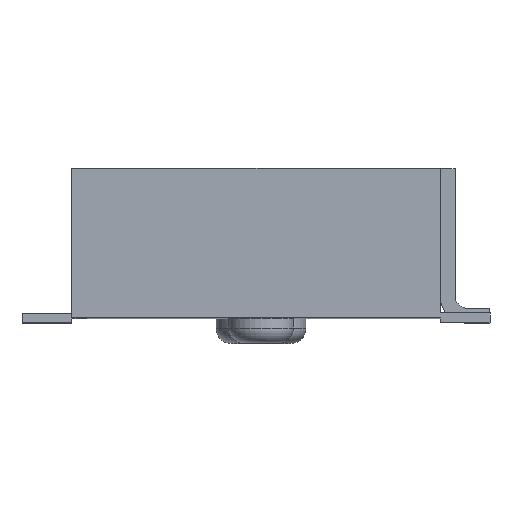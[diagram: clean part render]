
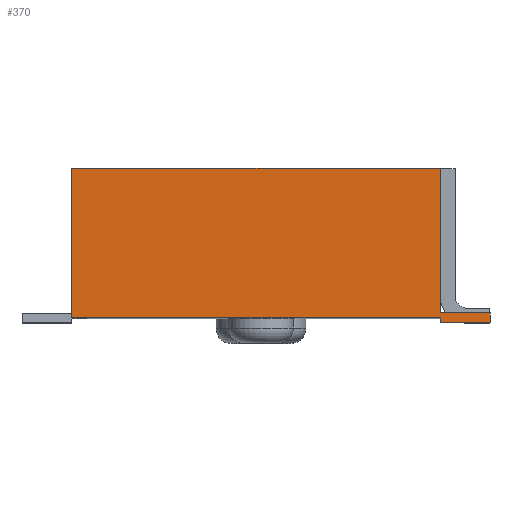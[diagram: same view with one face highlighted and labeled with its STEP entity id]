
A CAD part, top view. The second image highlights one B-rep face of the part: STEP entity #370.
In plain terms, the highlighted planar face has unit normal (0, 0, 1).
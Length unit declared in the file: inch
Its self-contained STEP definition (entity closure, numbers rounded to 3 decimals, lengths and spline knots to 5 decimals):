
#17 = EDGE_CURVE ( 'NONE', #2593, #2027, #2278, .T. ) ;
#178 = VERTEX_POINT ( 'NONE', #583 ) ;
#187 = DIRECTION ( 'NONE',  ( -1., 0., 0. ) ) ;
#196 = ORIENTED_EDGE ( 'NONE', *, *, #1304, .T. ) ;
#331 = ORIENTED_EDGE ( 'NONE', *, *, #807, .F. ) ;
#370 = ADVANCED_FACE ( 'NONE', ( #656 ), #2203, .F. ) ;
#411 = DIRECTION ( 'NONE',  ( 0., -1., 0. ) ) ;
#418 = LINE ( 'NONE', #638, #2376 ) ;
#427 = ORIENTED_EDGE ( 'NONE', *, *, #17, .T. ) ;
#475 = ORIENTED_EDGE ( 'NONE', *, *, #1503, .T. ) ;
#520 = ORIENTED_EDGE ( 'NONE', *, *, #1938, .T. ) ;
#583 = CARTESIAN_POINT ( 'NONE',  ( 0.14173, -0.04921, 0.40945 ) ) ;
#638 = CARTESIAN_POINT ( 'NONE',  ( 0.1811, -0.04921, 0.40945 ) ) ;
#656 = FACE_OUTER_BOUND ( 'NONE', #2182, .T. ) ;
#719 = CARTESIAN_POINT ( 'NONE',  ( -0.14961, -0.05315, 0.40945 ) ) ;
#790 = VERTEX_POINT ( 'NONE', #1337 ) ;
#807 = EDGE_CURVE ( 'NONE', #2097, #1965, #418, .T. ) ;
#824 = CARTESIAN_POINT ( 'NONE',  ( -0.14961, 0.06496, 0.40945 ) ) ;
#884 = CARTESIAN_POINT ( 'NONE',  ( 0.14173, 0.06496, 0.40945 ) ) ;
#995 = VECTOR ( 'NONE', #1860, 39.37008 ) ;
#1063 = CARTESIAN_POINT ( 'NONE',  ( 0.14173, -0.04921, 0.40945 ) ) ;
#1094 = DIRECTION ( 'NONE',  ( -1., 0., 0. ) ) ;
#1231 = VECTOR ( 'NONE', #1949, 39.37008 ) ;
#1304 = EDGE_CURVE ( 'NONE', #1996, #2593, #2819, .T. ) ;
#1337 = CARTESIAN_POINT ( 'NONE',  ( 0.14173, 0.06496, 0.40945 ) ) ;
#1401 = EDGE_CURVE ( 'NONE', #178, #790, #1483, .T. ) ;
#1426 = VECTOR ( 'NONE', #1094, 39.37008 ) ;
#1447 = CARTESIAN_POINT ( 'NONE',  ( 0.14173, -0.04921, 0.40945 ) ) ;
#1483 = LINE ( 'NONE', #2217, #1231 ) ;
#1494 = DIRECTION ( 'NONE',  ( 0., -1., 0. ) ) ;
#1503 = EDGE_CURVE ( 'NONE', #790, #1996, #1526, .T. ) ;
#1526 = LINE ( 'NONE', #2013, #2526 ) ;
#1540 = DIRECTION ( 'NONE',  ( 0., 0., -1. ) ) ;
#1585 = CARTESIAN_POINT ( 'NONE',  ( 0.14173, -0.05709, 0.40945 ) ) ;
#1663 = EDGE_CURVE ( 'NONE', #1965, #2537, #1791, .T. ) ;
#1675 = ORIENTED_EDGE ( 'NONE', *, *, #1401, .T. ) ;
#1693 = VECTOR ( 'NONE', #2320, 39.37008 ) ;
#1773 = DIRECTION ( 'NONE',  ( -1., 0., 0. ) ) ;
#1791 = LINE ( 'NONE', #1585, #1426 ) ;
#1796 = CARTESIAN_POINT ( 'NONE',  ( 0.14173, -0.05709, 0.40945 ) ) ;
#1797 = VECTOR ( 'NONE', #411, 39.37008 ) ;
#1860 = DIRECTION ( 'NONE',  ( 1., 0., 0. ) ) ;
#1918 = VECTOR ( 'NONE', #1494, 39.37008 ) ;
#1938 = EDGE_CURVE ( 'NONE', #2097, #178, #2817, .T. ) ;
#1949 = DIRECTION ( 'NONE',  ( 0., 1., 0. ) ) ;
#1965 = VERTEX_POINT ( 'NONE', #2155 ) ;
#1974 = ORIENTED_EDGE ( 'NONE', *, *, #1663, .F. ) ;
#1996 = VERTEX_POINT ( 'NONE', #2767 ) ;
#2013 = CARTESIAN_POINT ( 'NONE',  ( -0.14961, 0.06496, 0.40945 ) ) ;
#2027 = VERTEX_POINT ( 'NONE', #2118 ) ;
#2046 = ORIENTED_EDGE ( 'NONE', *, *, #2740, .T. ) ;
#2097 = VERTEX_POINT ( 'NONE', #2400 ) ;
#2118 = CARTESIAN_POINT ( 'NONE',  ( 0.14173, -0.05315, 0.40945 ) ) ;
#2155 = CARTESIAN_POINT ( 'NONE',  ( 0.1811, -0.05709, 0.40945 ) ) ;
#2182 = EDGE_LOOP ( 'NONE', ( #520, #1675, #475, #196, #427, #2046, #1974, #331 ) ) ;
#2203 = PLANE ( 'NONE',  #2787 ) ;
#2214 = DIRECTION ( 'NONE',  ( 0., -1., 0. ) ) ;
#2217 = CARTESIAN_POINT ( 'NONE',  ( 0.14173, 0.06496, 0.40945 ) ) ;
#2278 = LINE ( 'NONE', #719, #995 ) ;
#2320 = DIRECTION ( 'NONE',  ( -1., 0., 0. ) ) ;
#2376 = VECTOR ( 'NONE', #2214, 39.37008 ) ;
#2400 = CARTESIAN_POINT ( 'NONE',  ( 0.1811, -0.04921, 0.40945 ) ) ;
#2526 = VECTOR ( 'NONE', #187, 39.37008 ) ;
#2537 = VERTEX_POINT ( 'NONE', #1796 ) ;
#2593 = VERTEX_POINT ( 'NONE', #2770 ) ;
#2740 = EDGE_CURVE ( 'NONE', #2027, #2537, #2822, .T. ) ;
#2767 = CARTESIAN_POINT ( 'NONE',  ( -0.14961, 0.06496, 0.40945 ) ) ;
#2770 = CARTESIAN_POINT ( 'NONE',  ( -0.14961, -0.05315, 0.40945 ) ) ;
#2787 = AXIS2_PLACEMENT_3D ( 'NONE', #884, #1540, #1773 ) ;
#2817 = LINE ( 'NONE', #1447, #1693 ) ;
#2819 = LINE ( 'NONE', #824, #1918 ) ;
#2822 = LINE ( 'NONE', #1063, #1797 ) ;
